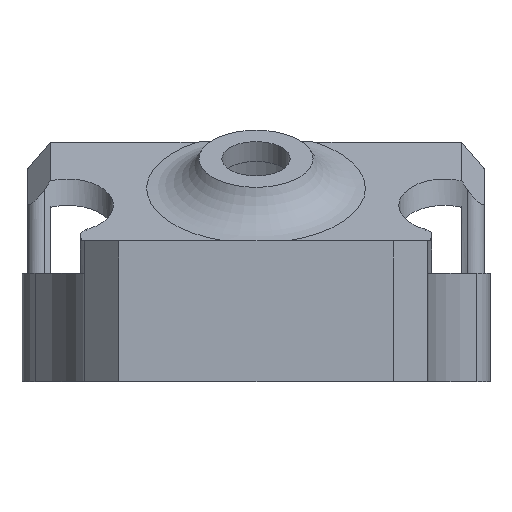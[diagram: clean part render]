
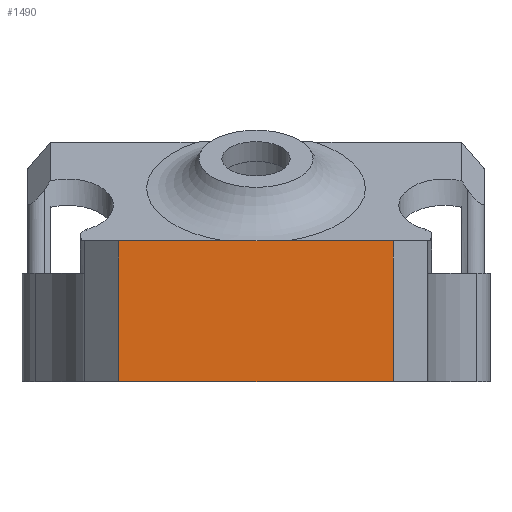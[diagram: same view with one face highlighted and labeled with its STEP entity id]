
A CAD part, left-side view. The second image highlights one B-rep face of the part: STEP entity #1490.
In plain terms, the highlighted planar face has unit normal (-1, 0, 0).
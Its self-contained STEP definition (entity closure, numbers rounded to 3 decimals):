
#71=LINE('',#2258,#216);
#168=LINE('',#2545,#313);
#169=LINE('',#2548,#314);
#170=LINE('',#2549,#315);
#216=VECTOR('',#1770,10.);
#313=VECTOR('',#2077,10.);
#314=VECTOR('',#2080,10.);
#315=VECTOR('',#2081,10.);
#427=FACE_OUTER_BOUND('',#512,.T.);
#512=EDGE_LOOP('',(#1329,#1330,#1331,#1332));
#634=VERTEX_POINT('',#2255);
#635=VERTEX_POINT('',#2257);
#720=VERTEX_POINT('',#2543);
#721=VERTEX_POINT('',#2547);
#786=EDGE_CURVE('',#635,#634,#71,.T.);
#933=EDGE_CURVE('',#720,#634,#168,.T.);
#934=EDGE_CURVE('',#720,#721,#169,.T.);
#935=EDGE_CURVE('',#635,#721,#170,.T.);
#1329=ORIENTED_EDGE('',*,*,#933,.F.);
#1330=ORIENTED_EDGE('',*,*,#934,.T.);
#1331=ORIENTED_EDGE('',*,*,#935,.F.);
#1332=ORIENTED_EDGE('',*,*,#786,.T.);
#1414=PLANE('',#1651);
#1490=ADVANCED_FACE('',(#427),#1414,.T.);
#1651=AXIS2_PLACEMENT_3D('',#2546,#2078,#2079);
#1770=DIRECTION('',(0.,-1.,0.));
#2077=DIRECTION('',(0.,0.,-1.));
#2078=DIRECTION('center_axis',(-1.,0.,0.));
#2079=DIRECTION('ref_axis',(0.,0.,1.));
#2080=DIRECTION('',(0.,1.,0.));
#2081=DIRECTION('',(0.,0.,1.));
#2255=CARTESIAN_POINT('',(-143.,-12.,-15.));
#2257=CARTESIAN_POINT('',(-143.,12.,-15.));
#2258=CARTESIAN_POINT('',(-143.,15.,-15.));
#2543=CARTESIAN_POINT('',(-143.,-12.,-2.66));
#2545=CARTESIAN_POINT('',(-143.,-12.,-15.));
#2546=CARTESIAN_POINT('Origin',(-143.,15.,-15.));
#2547=CARTESIAN_POINT('',(-143.,12.,-2.66));
#2548=CARTESIAN_POINT('',(-143.,7.5,-2.66));
#2549=CARTESIAN_POINT('',(-143.,12.,-8.83));
